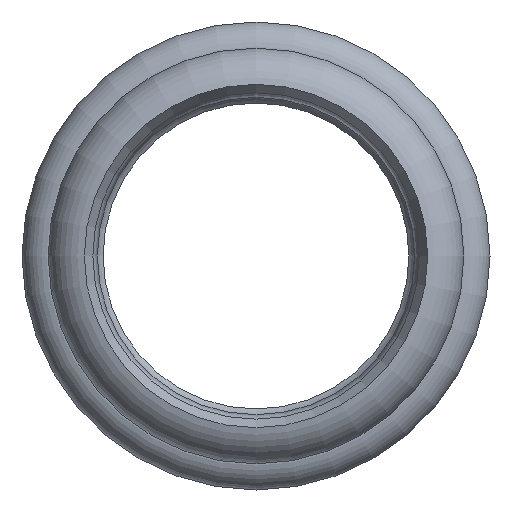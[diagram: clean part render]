
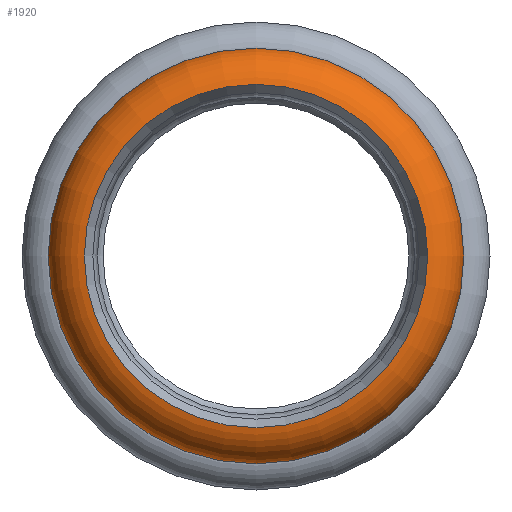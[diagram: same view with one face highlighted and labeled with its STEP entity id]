
A CAD part, left-side view. The second image highlights one B-rep face of the part: STEP entity #1920.
In plain terms, the highlighted toroidal (fillet/blend) face has major radius 14.597 mm and minor radius 3.755 mm.
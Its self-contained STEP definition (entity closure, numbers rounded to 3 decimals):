
#161=FACE_OUTER_BOUND('',#271,.T.);
#271=EDGE_LOOP('',(#1275,#1276,#1277,#1278,#1279,#1280,#1281,#1282));
#432=CIRCLE('',#2068,15.15);
#433=CIRCLE('',#2069,15.15);
#434=CIRCLE('',#2070,3.755);
#435=CIRCLE('',#2071,15.7);
#436=CIRCLE('',#2072,15.7);
#437=CIRCLE('',#2073,15.7);
#438=CIRCLE('',#2074,15.15);
#717=VERTEX_POINT('',#3301);
#718=VERTEX_POINT('',#3302);
#719=VERTEX_POINT('',#3304);
#720=VERTEX_POINT('',#3306);
#721=VERTEX_POINT('',#3308);
#722=VERTEX_POINT('',#3310);
#958=EDGE_CURVE('',#717,#718,#432,.T.);
#959=EDGE_CURVE('',#719,#717,#433,.T.);
#960=EDGE_CURVE('',#719,#720,#434,.T.);
#961=EDGE_CURVE('',#720,#721,#435,.T.);
#962=EDGE_CURVE('',#721,#722,#436,.T.);
#963=EDGE_CURVE('',#722,#720,#437,.T.);
#964=EDGE_CURVE('',#718,#719,#438,.T.);
#1275=ORIENTED_EDGE('',*,*,#958,.F.);
#1276=ORIENTED_EDGE('',*,*,#959,.F.);
#1277=ORIENTED_EDGE('',*,*,#960,.T.);
#1278=ORIENTED_EDGE('',*,*,#961,.T.);
#1279=ORIENTED_EDGE('',*,*,#962,.T.);
#1280=ORIENTED_EDGE('',*,*,#963,.T.);
#1281=ORIENTED_EDGE('',*,*,#960,.F.);
#1282=ORIENTED_EDGE('',*,*,#964,.F.);
#1868=TOROIDAL_SURFACE('',#2067,14.597,3.755);
#1920=ADVANCED_FACE('',(#161),#1868,.T.);
#2067=AXIS2_PLACEMENT_3D('',#3300,#2489,#2490);
#2068=AXIS2_PLACEMENT_3D('',#3303,#2491,#2492);
#2069=AXIS2_PLACEMENT_3D('',#3305,#2493,#2494);
#2070=AXIS2_PLACEMENT_3D('',#3307,#2495,#2496);
#2071=AXIS2_PLACEMENT_3D('',#3309,#2497,#2498);
#2072=AXIS2_PLACEMENT_3D('',#3311,#2499,#2500);
#2073=AXIS2_PLACEMENT_3D('',#3312,#2501,#2502);
#2074=AXIS2_PLACEMENT_3D('',#3313,#2503,#2504);
#2489=DIRECTION('center_axis',(-1.,0.,0.));
#2490=DIRECTION('ref_axis',(0.,0.,1.));
#2491=DIRECTION('center_axis',(-1.,0.,0.));
#2492=DIRECTION('ref_axis',(0.,-1.,0.));
#2493=DIRECTION('center_axis',(-1.,0.,0.));
#2494=DIRECTION('ref_axis',(0.,-1.,0.));
#2495=DIRECTION('center_axis',(0.,-1.,0.));
#2496=DIRECTION('ref_axis',(0.,0.,-1.));
#2497=DIRECTION('center_axis',(-1.,0.,0.));
#2498=DIRECTION('ref_axis',(0.,-1.,0.));
#2499=DIRECTION('center_axis',(-1.,0.,0.));
#2500=DIRECTION('ref_axis',(0.,-1.,0.));
#2501=DIRECTION('center_axis',(-1.,0.,0.));
#2502=DIRECTION('ref_axis',(0.,-1.,0.));
#2503=DIRECTION('center_axis',(-1.,0.,0.));
#2504=DIRECTION('ref_axis',(0.,-1.,0.));
#3300=CARTESIAN_POINT('Origin',(-71.286,0.,0.));
#3301=CARTESIAN_POINT('',(-75.,0.,15.15));
#3302=CARTESIAN_POINT('',(-75.,15.15,0.));
#3303=CARTESIAN_POINT('Origin',(-75.,0.,0.));
#3304=CARTESIAN_POINT('',(-75.,0.,-15.15));
#3305=CARTESIAN_POINT('Origin',(-75.,0.,0.));
#3306=CARTESIAN_POINT('',(-67.697,0.,-15.7));
#3307=CARTESIAN_POINT('Origin',(-71.286,0.,
-14.597));
#3308=CARTESIAN_POINT('',(-67.697,0.,15.7));
#3309=CARTESIAN_POINT('Origin',(-67.697,0.,0.));
#3310=CARTESIAN_POINT('',(-67.697,15.7,0.));
#3311=CARTESIAN_POINT('Origin',(-67.697,0.,0.));
#3312=CARTESIAN_POINT('Origin',(-67.697,0.,0.));
#3313=CARTESIAN_POINT('Origin',(-75.,0.,0.));
